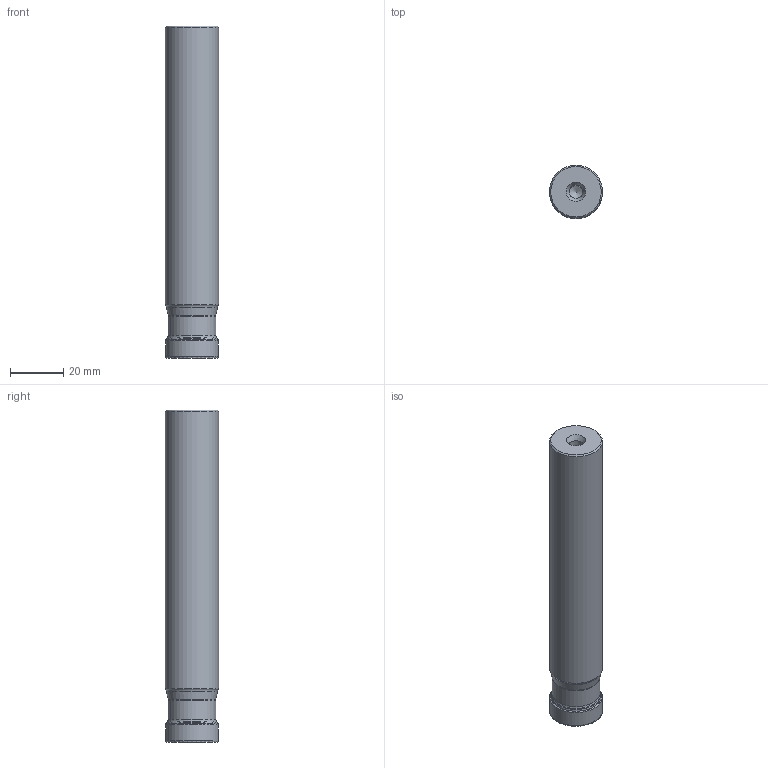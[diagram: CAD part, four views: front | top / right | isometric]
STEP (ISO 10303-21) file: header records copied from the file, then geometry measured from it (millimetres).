
FILE_DESCRIPTION(/* description */ (''),/* implementation_level */ '2;1');
FILE_NAME(/* name */ '202777432ndi000_00.stp',/* time_stamp */ '2020-01-07T07:34:25+01:00',/* author */ (''),/* organization */ (''),/* preprocessor_version */ 'ST-DEVELOPER v16.7',/* originating_system */ 'SIEMENS PLM Software NX 12.0',/* authorisation */ '');
FILE_SCHEMA (('AUTOMOTIVE_DESIGN { 1 0 10303 214 3 1 1 1 }'));
Length unit declared in the file: millimetre
Products named in the file (1): mp543E24F6DDq3p4
Bounding box: 20 x 20 x 125 mm (x, y, z)
Volume: 37492.4 mm3; surface area: 11118.2 mm2
Topology: 2 solids, 2 shells, 52 faces, 116 edges, 67 vertices
Faces by surface type: revolution 20, cone 14, torus 11, cylinder 4, plane 3
Full cylindrical faces by diameter (mm): 5 x1, 17.99 x1, 18.99 x1, 20 x1
Entity records: 1294 total; most frequent: CARTESIAN_POINT 385, DIRECTION 180, FACE_BOUND 102, EDGE_LOOP 102, ORIENTED_EDGE 102, AXIS2_PLACEMENT_3D 80, ADVANCED_FACE 52, VERTEX_POINT 52
